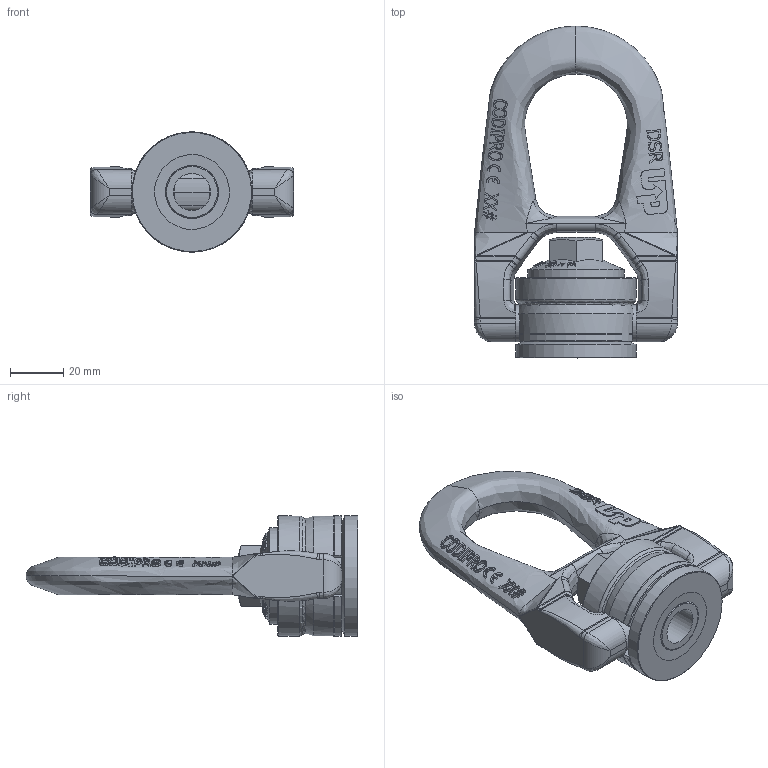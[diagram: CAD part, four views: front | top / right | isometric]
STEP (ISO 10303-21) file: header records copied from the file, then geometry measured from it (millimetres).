
FILE_DESCRIPTION(/* description */ (''),/* implementation_level */ '2;1');
FILE_NAME(/* name */ 'FE DSR M16 UP.stp',/* time_stamp */ '2017-09-22T08:40:50+02:00',/* author */ ('rklenes'),/* organization */ (''),/* preprocessor_version */ 'ST-DEVELOPER v16.5',/* originating_system */ 'Autodesk Inventor 2017',/* authorisation */ '');
FILE_SCHEMA (('AUTOMOTIVE_DESIGN { 1 0 10303 214 3 1 1 }'));
Products named in the file (6): FE DSR M16 UP; DSR 2; DRB_B2B; DRM_AF2B_UP; DRE_D2M20A; FE_DRA_M16_UP
Assembly tree (5 placements, depth 3):
  FE DSR M16 UP
    DSR 2
      DRB_B2B
      DRM_AF2B_UP
    DRE_D2M20A
    FE_DRA_M16_UP
Bounding box: 76 x 124.25 x 45 mm (x, y, z)
Volume: 101467.3 mm3; surface area: 37130 mm2
Topology: 4 solids, 4 shells, 776 faces, 2045 edges, 1306 vertices
Faces by surface type: plane 336, bspline 309, cylinder 87, cone 33, torus 10, sphere 1
Full cylindrical faces by diameter (mm): 13.835 x1, 14 x2, 19.85 x3, 20.05 x1, 22.6 x2, 23 x2, 32 x1, 36 x1, 45 x2
Entity records: 42313 total; most frequent: CARTESIAN_POINT 25425, ORIENTED_EDGE 3984, DIRECTION 2617, EDGE_CURVE 1992, VERTEX_POINT 1297, AXIS2_PLACEMENT_3D 968, EDGE_LOOP 855, FACE_OUTER_BOUND 775
